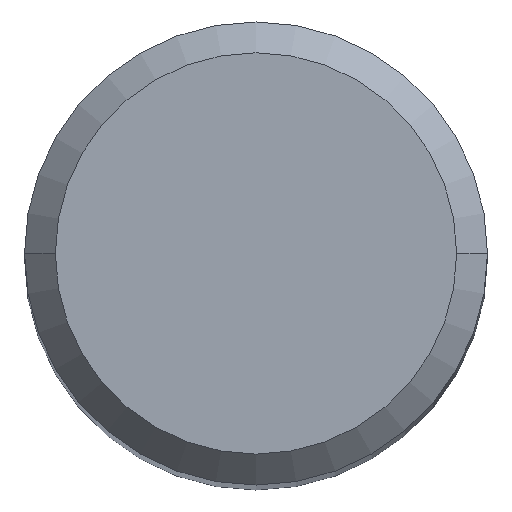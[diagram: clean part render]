
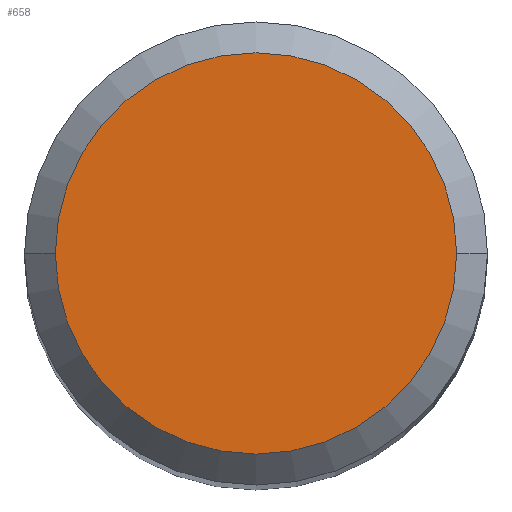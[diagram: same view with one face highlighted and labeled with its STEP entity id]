
A CAD part, top view. The second image highlights one B-rep face of the part: STEP entity #658.
In plain terms, the highlighted planar face has unit normal (0, 0, 1).
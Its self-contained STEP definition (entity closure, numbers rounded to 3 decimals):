
#29 = ORIENTED_EDGE ( 'NONE', *, *, #331, .T. ) ;
#30 = VERTEX_POINT ( 'NONE', #560 ) ;
#48 = CIRCLE ( 'NONE', #664, 2.6 ) ;
#116 = AXIS2_PLACEMENT_3D ( 'NONE', #532, #586, #385 ) ;
#175 = PLANE ( 'NONE',  #116 ) ;
#209 = DIRECTION ( 'NONE',  ( 0., 0., 1. ) ) ;
#235 = DIRECTION ( 'NONE',  ( 1., 0., 0. ) ) ;
#240 = EDGE_LOOP ( 'NONE', ( #29, #337 ) ) ;
#251 = CARTESIAN_POINT ( 'NONE',  ( -2.6, 0., 57. ) ) ;
#258 = VERTEX_POINT ( 'NONE', #251 ) ;
#331 = EDGE_CURVE ( 'NONE', #258, #30, #531, .T. ) ;
#337 = ORIENTED_EDGE ( 'NONE', *, *, #632, .T. ) ;
#339 = DIRECTION ( 'NONE',  ( 0., 0., 1. ) ) ;
#385 = DIRECTION ( 'NONE',  ( 1., 0., 0. ) ) ;
#388 = CARTESIAN_POINT ( 'NONE',  ( 0., 0., 57. ) ) ;
#468 = DIRECTION ( 'NONE',  ( 1., 0., 0. ) ) ;
#489 = AXIS2_PLACEMENT_3D ( 'NONE', #566, #209, #468 ) ;
#531 = CIRCLE ( 'NONE', #489, 2.6 ) ;
#532 = CARTESIAN_POINT ( 'NONE',  ( 0., 3., 57. ) ) ;
#560 = CARTESIAN_POINT ( 'NONE',  ( 2.6, 0., 57. ) ) ;
#566 = CARTESIAN_POINT ( 'NONE',  ( 0., 0., 57. ) ) ;
#586 = DIRECTION ( 'NONE',  ( 0., 0., 1. ) ) ;
#632 = EDGE_CURVE ( 'NONE', #30, #258, #48, .T. ) ;
#636 = FACE_OUTER_BOUND ( 'NONE', #240, .T. ) ;
#658 = ADVANCED_FACE ( 'NONE', ( #636 ), #175, .T. ) ;
#664 = AXIS2_PLACEMENT_3D ( 'NONE', #388, #339, #235 ) ;
